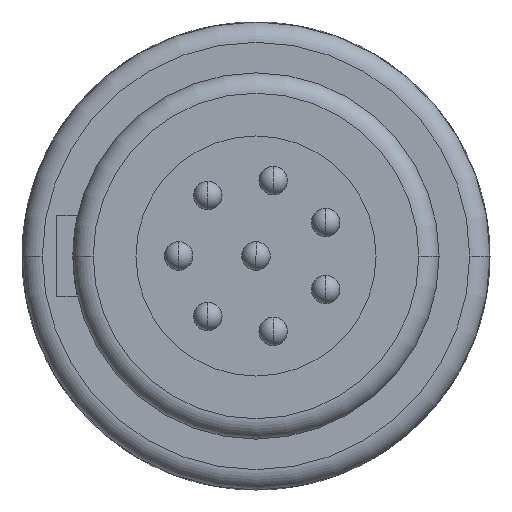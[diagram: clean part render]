
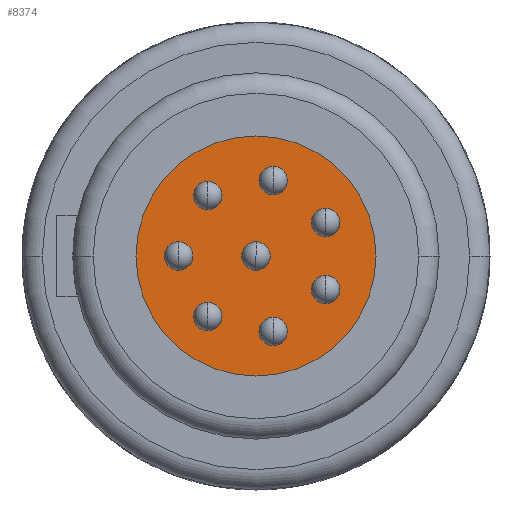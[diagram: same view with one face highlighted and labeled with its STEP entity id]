
A CAD part, left-side view. The second image highlights one B-rep face of the part: STEP entity #8374.
In plain terms, the highlighted planar face has unit normal (-1, 0, 0).
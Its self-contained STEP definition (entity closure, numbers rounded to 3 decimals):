
#3282=CARTESIAN_POINT('',(-3.,0.,0.));
#3283=DIRECTION('',(-1.,0.,0.));
#3284=DIRECTION('',(0.,1.,0.));
#3285=AXIS2_PLACEMENT_3D('',#3282,#3283,#3284);
#3526=CARTESIAN_POINT('',(-3.,0.,0.));
#3527=DIRECTION('',(-1.,0.,0.));
#3528=DIRECTION('',(0.,-1.,0.));
#3529=AXIS2_PLACEMENT_3D('',#3526,#3527,#3528);
#3536=CARTESIAN_POINT('',(-3.,1.9,0.));
#3537=DIRECTION('',(-1.,0.,0.));
#3538=DIRECTION('',(0.,0.,1.));
#3539=AXIS2_PLACEMENT_3D('',#3536,#3537,#3538);
#3541=CARTESIAN_POINT('',(-3.,1.9,0.));
#3542=DIRECTION('',(-1.,0.,0.));
#3543=DIRECTION('',(0.,0.,-1.));
#3544=AXIS2_PLACEMENT_3D('',#3541,#3542,#3543);
#3546=CARTESIAN_POINT('',(-3.,1.185,1.485));
#3547=DIRECTION('',(-1.,0.,0.));
#3548=DIRECTION('',(0.,0.,1.));
#3549=AXIS2_PLACEMENT_3D('',#3546,#3547,#3548);
#3551=CARTESIAN_POINT('',(-3.,1.185,1.485));
#3552=DIRECTION('',(-1.,0.,0.));
#3553=DIRECTION('',(0.,0.,-1.));
#3554=AXIS2_PLACEMENT_3D('',#3551,#3552,#3553);
#3556=CARTESIAN_POINT('',(-3.,-0.423,1.852));
#3557=DIRECTION('',(-1.,0.,0.));
#3558=DIRECTION('',(0.,0.,1.));
#3559=AXIS2_PLACEMENT_3D('',#3556,#3557,#3558);
#3561=CARTESIAN_POINT('',(-3.,-0.423,1.852));
#3562=DIRECTION('',(-1.,0.,0.));
#3563=DIRECTION('',(0.,0.,-1.));
#3564=AXIS2_PLACEMENT_3D('',#3561,#3562,#3563);
#3566=CARTESIAN_POINT('',(-3.,-1.712,0.824));
#3567=DIRECTION('',(-1.,0.,0.));
#3568=DIRECTION('',(0.,0.,1.));
#3569=AXIS2_PLACEMENT_3D('',#3566,#3567,#3568);
#3571=CARTESIAN_POINT('',(-3.,-1.712,0.824));
#3572=DIRECTION('',(-1.,0.,0.));
#3573=DIRECTION('',(0.,0.,-1.));
#3574=AXIS2_PLACEMENT_3D('',#3571,#3572,#3573);
#3576=CARTESIAN_POINT('',(-3.,-1.712,-0.824));
#3577=DIRECTION('',(-1.,0.,0.));
#3578=DIRECTION('',(0.,0.,1.));
#3579=AXIS2_PLACEMENT_3D('',#3576,#3577,#3578);
#3581=CARTESIAN_POINT('',(-3.,-1.712,-0.824));
#3582=DIRECTION('',(-1.,0.,0.));
#3583=DIRECTION('',(0.,0.,-1.));
#3584=AXIS2_PLACEMENT_3D('',#3581,#3582,#3583);
#3586=CARTESIAN_POINT('',(-3.,-0.423,-1.852));
#3587=DIRECTION('',(-1.,0.,0.));
#3588=DIRECTION('',(0.,0.,1.));
#3589=AXIS2_PLACEMENT_3D('',#3586,#3587,#3588);
#3591=CARTESIAN_POINT('',(-3.,-0.423,-1.852));
#3592=DIRECTION('',(-1.,0.,0.));
#3593=DIRECTION('',(0.,0.,-1.));
#3594=AXIS2_PLACEMENT_3D('',#3591,#3592,#3593);
#3596=CARTESIAN_POINT('',(-3.,1.185,-1.485));
#3597=DIRECTION('',(-1.,0.,0.));
#3598=DIRECTION('',(0.,0.,1.));
#3599=AXIS2_PLACEMENT_3D('',#3596,#3597,#3598);
#3601=CARTESIAN_POINT('',(-3.,1.185,-1.485));
#3602=DIRECTION('',(-1.,0.,0.));
#3603=DIRECTION('',(0.,0.,-1.));
#3604=AXIS2_PLACEMENT_3D('',#3601,#3602,#3603);
#3606=CARTESIAN_POINT('',(-3.,0.,0.));
#3607=DIRECTION('',(-1.,0.,0.));
#3608=DIRECTION('',(0.,0.,1.));
#3609=AXIS2_PLACEMENT_3D('',#3606,#3607,#3608);
#3611=CARTESIAN_POINT('',(-3.,0.,0.));
#3612=DIRECTION('',(-1.,0.,0.));
#3613=DIRECTION('',(0.,0.,-1.));
#3614=AXIS2_PLACEMENT_3D('',#3611,#3612,#3613);
#5556=CARTESIAN_POINT('',(-3.,-2.95,0.));
#5557=CARTESIAN_POINT('',(-3.,2.95,0.));
#5558=VERTEX_POINT('',#5556);
#5559=VERTEX_POINT('',#5557);
#5778=CARTESIAN_POINT('',(-3.,1.9,0.35));
#5779=CARTESIAN_POINT('',(-3.,1.9,-0.35));
#5780=VERTEX_POINT('',#5778);
#5781=VERTEX_POINT('',#5779);
#5782=CARTESIAN_POINT('',(-3.,1.185,1.835));
#5783=CARTESIAN_POINT('',(-3.,1.185,1.135));
#5784=VERTEX_POINT('',#5782);
#5785=VERTEX_POINT('',#5783);
#5786=CARTESIAN_POINT('',(-3.,-0.423,2.202));
#5787=CARTESIAN_POINT('',(-3.,-0.423,1.502));
#5788=VERTEX_POINT('',#5786);
#5789=VERTEX_POINT('',#5787);
#5790=CARTESIAN_POINT('',(-3.,-1.712,1.174));
#5791=CARTESIAN_POINT('',(-3.,-1.712,0.474));
#5792=VERTEX_POINT('',#5790);
#5793=VERTEX_POINT('',#5791);
#5794=CARTESIAN_POINT('',(-3.,-1.712,-0.474));
#5795=CARTESIAN_POINT('',(-3.,-1.712,-1.174));
#5796=VERTEX_POINT('',#5794);
#5797=VERTEX_POINT('',#5795);
#5798=CARTESIAN_POINT('',(-3.,-0.423,-1.502));
#5799=CARTESIAN_POINT('',(-3.,-0.423,-2.202));
#5800=VERTEX_POINT('',#5798);
#5801=VERTEX_POINT('',#5799);
#5802=CARTESIAN_POINT('',(-3.,1.185,-1.135));
#5803=CARTESIAN_POINT('',(-3.,1.185,-1.835));
#5804=VERTEX_POINT('',#5802);
#5805=VERTEX_POINT('',#5803);
#5806=CARTESIAN_POINT('',(-3.,0.,0.35));
#5807=CARTESIAN_POINT('',(-3.,0.,-0.35));
#5808=VERTEX_POINT('',#5806);
#5809=VERTEX_POINT('',#5807);
#8317=CARTESIAN_POINT('',(-3.,0.,0.));
#8318=DIRECTION('',(1.,0.,0.));
#8319=DIRECTION('',(0.,0.,-1.));
#8320=AXIS2_PLACEMENT_3D('',#8317,#8318,#8319);
#8321=PLANE('',#8320);
#8322=ORIENTED_EDGE('',*,*,#8301,.F.);
#8323=ORIENTED_EDGE('',*,*,#8015,.F.);
#8324=EDGE_LOOP('',(#8322,#8323));
#8325=FACE_OUTER_BOUND('',#8324,.F.);
#8327=ORIENTED_EDGE('',*,*,#8326,.T.);
#8329=ORIENTED_EDGE('',*,*,#8328,.T.);
#8330=EDGE_LOOP('',(#8327,#8329));
#8331=FACE_BOUND('',#8330,.F.);
#8333=ORIENTED_EDGE('',*,*,#8332,.T.);
#8335=ORIENTED_EDGE('',*,*,#8334,.T.);
#8336=EDGE_LOOP('',(#8333,#8335));
#8337=FACE_BOUND('',#8336,.F.);
#8339=ORIENTED_EDGE('',*,*,#8338,.T.);
#8341=ORIENTED_EDGE('',*,*,#8340,.T.);
#8342=EDGE_LOOP('',(#8339,#8341));
#8343=FACE_BOUND('',#8342,.F.);
#8345=ORIENTED_EDGE('',*,*,#8344,.T.);
#8347=ORIENTED_EDGE('',*,*,#8346,.T.);
#8348=EDGE_LOOP('',(#8345,#8347));
#8349=FACE_BOUND('',#8348,.F.);
#8351=ORIENTED_EDGE('',*,*,#8350,.T.);
#8353=ORIENTED_EDGE('',*,*,#8352,.T.);
#8354=EDGE_LOOP('',(#8351,#8353));
#8355=FACE_BOUND('',#8354,.F.);
#8357=ORIENTED_EDGE('',*,*,#8356,.T.);
#8359=ORIENTED_EDGE('',*,*,#8358,.T.);
#8360=EDGE_LOOP('',(#8357,#8359));
#8361=FACE_BOUND('',#8360,.F.);
#8363=ORIENTED_EDGE('',*,*,#8362,.T.);
#8365=ORIENTED_EDGE('',*,*,#8364,.T.);
#8366=EDGE_LOOP('',(#8363,#8365));
#8367=FACE_BOUND('',#8366,.F.);
#8369=ORIENTED_EDGE('',*,*,#8368,.T.);
#8371=ORIENTED_EDGE('',*,*,#8370,.T.);
#8372=EDGE_LOOP('',(#8369,#8371));
#8373=FACE_BOUND('',#8372,.F.);
#3286=CIRCLE('',#3285,2.95);
#3530=CIRCLE('',#3529,2.95);
#3540=CIRCLE('',#3539,0.35);
#3545=CIRCLE('',#3544,0.35);
#3550=CIRCLE('',#3549,0.35);
#3555=CIRCLE('',#3554,0.35);
#3560=CIRCLE('',#3559,0.35);
#3565=CIRCLE('',#3564,0.35);
#3570=CIRCLE('',#3569,0.35);
#3575=CIRCLE('',#3574,0.35);
#3580=CIRCLE('',#3579,0.35);
#3585=CIRCLE('',#3584,0.35);
#3590=CIRCLE('',#3589,0.35);
#3595=CIRCLE('',#3594,0.35);
#3600=CIRCLE('',#3599,0.35);
#3605=CIRCLE('',#3604,0.35);
#3610=CIRCLE('',#3609,0.35);
#3615=CIRCLE('',#3614,0.35);
#8015=EDGE_CURVE('',#5559,#5558,#3286,.T.);
#8301=EDGE_CURVE('',#5558,#5559,#3530,.T.);
#8326=EDGE_CURVE('',#5780,#5781,#3540,.T.);
#8328=EDGE_CURVE('',#5781,#5780,#3545,.T.);
#8332=EDGE_CURVE('',#5784,#5785,#3550,.T.);
#8334=EDGE_CURVE('',#5785,#5784,#3555,.T.);
#8338=EDGE_CURVE('',#5788,#5789,#3560,.T.);
#8340=EDGE_CURVE('',#5789,#5788,#3565,.T.);
#8344=EDGE_CURVE('',#5792,#5793,#3570,.T.);
#8346=EDGE_CURVE('',#5793,#5792,#3575,.T.);
#8350=EDGE_CURVE('',#5796,#5797,#3580,.T.);
#8352=EDGE_CURVE('',#5797,#5796,#3585,.T.);
#8356=EDGE_CURVE('',#5800,#5801,#3590,.T.);
#8358=EDGE_CURVE('',#5801,#5800,#3595,.T.);
#8362=EDGE_CURVE('',#5804,#5805,#3600,.T.);
#8364=EDGE_CURVE('',#5805,#5804,#3605,.T.);
#8368=EDGE_CURVE('',#5808,#5809,#3610,.T.);
#8370=EDGE_CURVE('',#5809,#5808,#3615,.T.);
#8374=ADVANCED_FACE('',(#8325,#8331,#8337,#8343,#8349,#8355,#8361,#8367,#8373),
#8321,.F.);
